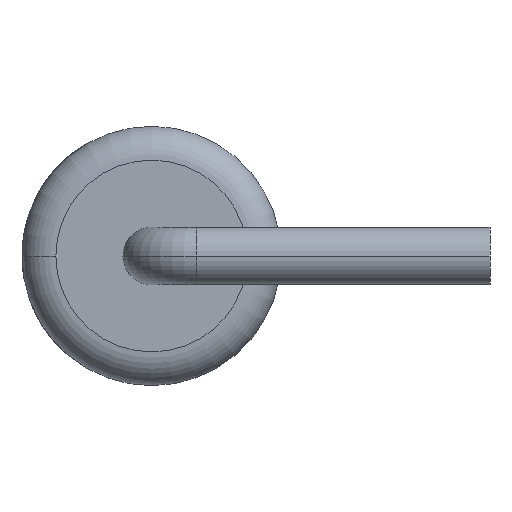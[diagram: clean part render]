
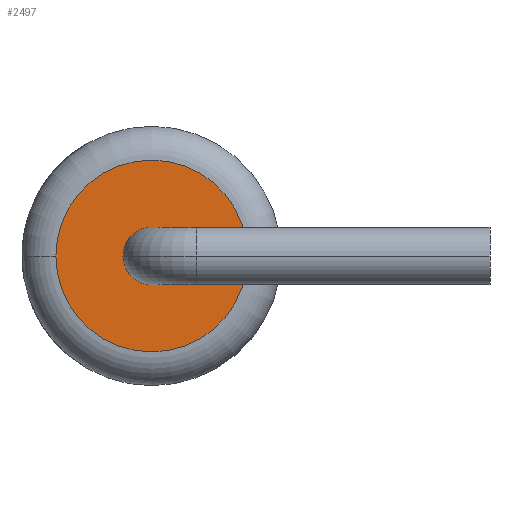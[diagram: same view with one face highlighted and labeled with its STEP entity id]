
A CAD part, left-side view. The second image highlights one B-rep face of the part: STEP entity #2497.
In plain terms, the highlighted planar face has unit normal (-1, 0, 0).
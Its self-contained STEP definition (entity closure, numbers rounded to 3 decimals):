
#53 = EDGE_LOOP ( 'NONE', ( #652, #653 ) ) ;
#74 = EDGE_LOOP ( 'NONE', ( #650, #651 ) ) ;
#250 = EDGE_CURVE ( 'NONE', #2624, #2591, #2764, .T. ) ;
#255 = EDGE_CURVE ( 'NONE', #2603, #2608, #2768, .T. ) ;
#386 = EDGE_CURVE ( 'NONE', #2608, #2603, #894, .T. ) ;
#399 = EDGE_CURVE ( 'NONE', #2591, #2624, #909, .T. ) ;
#440 = AXIS2_PLACEMENT_3D ( 'NONE', #2880, #2881, #2882 ) ;
#443 = AXIS2_PLACEMENT_3D ( 'NONE', #2900, #2901, #2902 ) ;
#650 = ORIENTED_EDGE ( 'NONE', *, *, #386, .T. ) ;
#651 = ORIENTED_EDGE ( 'NONE', *, *, #255, .T. ) ;
#652 = ORIENTED_EDGE ( 'NONE', *, *, #250, .T. ) ;
#653 = ORIENTED_EDGE ( 'NONE', *, *, #399, .T. ) ;
#894 = CIRCLE ( 'NONE', #1022, 1.7 ) ;
#909 = CIRCLE ( 'NONE', #1027, 0.51 ) ;
#989 = FACE_OUTER_BOUND ( 'NONE', #74, .T. ) ;
#993 = FACE_BOUND ( 'NONE', #53, .T. ) ;
#1022 = AXIS2_PLACEMENT_3D ( 'NONE', #1350, #1351, #1352 ) ;
#1027 = AXIS2_PLACEMENT_3D ( 'NONE', #1401, #1402, #1403 ) ;
#1078 = AXIS2_PLACEMENT_3D ( 'NONE', #1726, #1727, #1728 ) ;
#1350 = CARTESIAN_POINT ( 'NONE',  ( 1.956, 5., 0. ) ) ;
#1351 = DIRECTION ( 'NONE',  ( -1., 0., 0. ) ) ;
#1352 = DIRECTION ( 'NONE',  ( 0., 1., 0. ) ) ;
#1401 = CARTESIAN_POINT ( 'NONE',  ( 1.956, 5., 0. ) ) ;
#1402 = DIRECTION ( 'NONE',  ( 1., 0., 0. ) ) ;
#1403 = DIRECTION ( 'NONE',  ( 0., 0., 1. ) ) ;
#1719 = PLANE ( 'NONE',  #1078 ) ;
#1726 = CARTESIAN_POINT ( 'NONE',  ( 1.956, 5., 0. ) ) ;
#1727 = DIRECTION ( 'NONE',  ( 1., 0., 0. ) ) ;
#1728 = DIRECTION ( 'NONE',  ( 0., 1., 0. ) ) ;
#2234 = CARTESIAN_POINT ( 'NONE',  ( 1.956, 5., 0.51 ) ) ;
#2246 = CARTESIAN_POINT ( 'NONE',  ( 1.956, 3.3, 0. ) ) ;
#2251 = CARTESIAN_POINT ( 'NONE',  ( 1.956, 6.7, 0. ) ) ;
#2267 = CARTESIAN_POINT ( 'NONE',  ( 1.956, 5., -0.51 ) ) ;
#2497 = ADVANCED_FACE ( 'NONE', ( #989, #993 ), #1719, .F. ) ;
#2591 = VERTEX_POINT ( 'NONE', #2234 ) ;
#2603 = VERTEX_POINT ( 'NONE', #2246 ) ;
#2608 = VERTEX_POINT ( 'NONE', #2251 ) ;
#2624 = VERTEX_POINT ( 'NONE', #2267 ) ;
#2764 = CIRCLE ( 'NONE', #440, 0.51 ) ;
#2768 = CIRCLE ( 'NONE', #443, 1.7 ) ;
#2880 = CARTESIAN_POINT ( 'NONE',  ( 1.956, 5., 0. ) ) ;
#2881 = DIRECTION ( 'NONE',  ( 1., 0., 0. ) ) ;
#2882 = DIRECTION ( 'NONE',  ( 0., 0., 1. ) ) ;
#2900 = CARTESIAN_POINT ( 'NONE',  ( 1.956, 5., 0. ) ) ;
#2901 = DIRECTION ( 'NONE',  ( -1., 0., 0. ) ) ;
#2902 = DIRECTION ( 'NONE',  ( 0., 1., 0. ) ) ;
